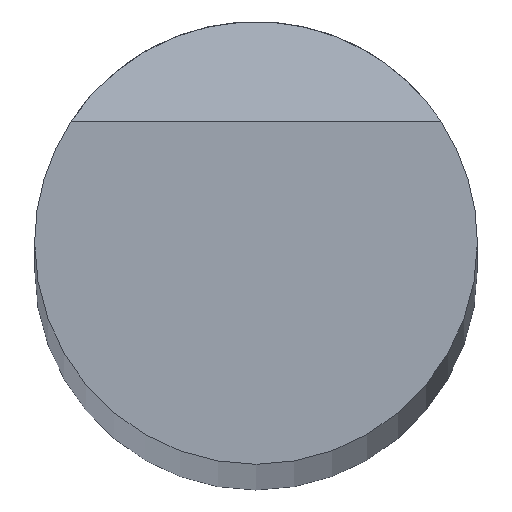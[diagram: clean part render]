
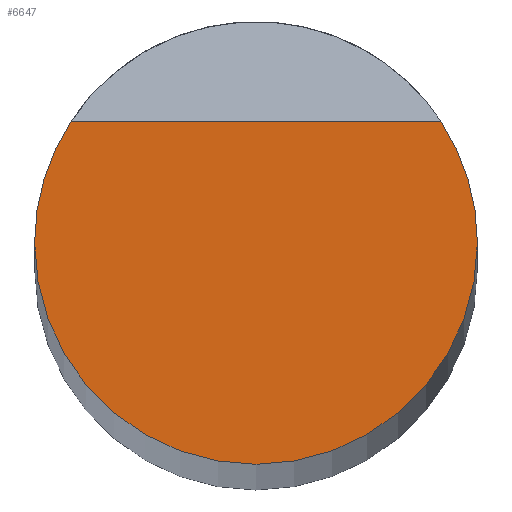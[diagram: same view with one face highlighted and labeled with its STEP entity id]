
A CAD part, top view. The second image highlights one B-rep face of the part: STEP entity #6647.
In plain terms, the highlighted planar face has unit normal (0, 0, 1).
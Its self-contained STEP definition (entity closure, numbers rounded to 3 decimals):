
#6 = EDGE_CURVE ( 'NONE', #1117, #3073, #4413, .T. ) ;
#122 = EDGE_CURVE ( 'NONE', #1117, #7288, #8466, .T. ) ;
#213 = ORIENTED_EDGE ( 'NONE', *, *, #122, .T. ) ;
#639 = CARTESIAN_POINT ( 'NONE',  ( 15., 0., 998.377 ) ) ;
#686 = DIRECTION ( 'NONE',  ( 1., 0., 0. ) ) ;
#949 = AXIS2_PLACEMENT_3D ( 'NONE', #1682, #2228, #6252 ) ;
#980 = CARTESIAN_POINT ( 'NONE',  ( -15., 0., 998.377 ) ) ;
#1108 = CARTESIAN_POINT ( 'NONE',  ( 0., 0., 998.377 ) ) ;
#1117 = VERTEX_POINT ( 'NONE', #8453 ) ;
#1373 = EDGE_CURVE ( 'NONE', #2891, #3073, #6003, .T. ) ;
#1682 = CARTESIAN_POINT ( 'NONE',  ( 0., 0., 998.377 ) ) ;
#2228 = DIRECTION ( 'NONE',  ( 0., 0., 1. ) ) ;
#2231 = ORIENTED_EDGE ( 'NONE', *, *, #4390, .T. ) ;
#2504 = AXIS2_PLACEMENT_3D ( 'NONE', #1108, #5140, #3621 ) ;
#2830 = PLANE ( 'NONE',  #4157 ) ;
#2891 = VERTEX_POINT ( 'NONE', #639 ) ;
#3073 = VERTEX_POINT ( 'NONE', #5900 ) ;
#3510 = DIRECTION ( 'NONE',  ( 0., 0., 1. ) ) ;
#3585 = ORIENTED_EDGE ( 'NONE', *, *, #1373, .T. ) ;
#3621 = DIRECTION ( 'NONE',  ( 1., 0., 0. ) ) ;
#3810 = DIRECTION ( 'NONE',  ( 1., 0., 0. ) ) ;
#4157 = AXIS2_PLACEMENT_3D ( 'NONE', #8150, #3510, #7552 ) ;
#4390 = EDGE_CURVE ( 'NONE', #7288, #2891, #6335, .T. ) ;
#4413 = LINE ( 'NONE', #7540, #7910 ) ;
#4616 = DIRECTION ( 'NONE',  ( 0., 0., 1. ) ) ;
#5140 = DIRECTION ( 'NONE',  ( 0., 0., 1. ) ) ;
#5730 = AXIS2_PLACEMENT_3D ( 'NONE', #7158, #4616, #686 ) ;
#5900 = CARTESIAN_POINT ( 'NONE',  ( 12.527, 8.25, 998.377 ) ) ;
#5982 = EDGE_LOOP ( 'NONE', ( #213, #2231, #3585, #8234 ) ) ;
#6003 = CIRCLE ( 'NONE', #949, 15. ) ;
#6252 = DIRECTION ( 'NONE',  ( 1., 0., 0. ) ) ;
#6318 = FACE_OUTER_BOUND ( 'NONE', #5982, .T. ) ;
#6335 = CIRCLE ( 'NONE', #2504, 15. ) ;
#6647 = ADVANCED_FACE ( 'NONE', ( #6318 ), #2830, .T. ) ;
#7158 = CARTESIAN_POINT ( 'NONE',  ( 0., 0., 998.377 ) ) ;
#7288 = VERTEX_POINT ( 'NONE', #980 ) ;
#7540 = CARTESIAN_POINT ( 'NONE',  ( 15.001, 8.25, 998.377 ) ) ;
#7552 = DIRECTION ( 'NONE',  ( 1., 0., 0. ) ) ;
#7910 = VECTOR ( 'NONE', #3810, 1000. ) ;
#8150 = CARTESIAN_POINT ( 'NONE',  ( 0., 0., 998.377 ) ) ;
#8234 = ORIENTED_EDGE ( 'NONE', *, *, #6, .F. ) ;
#8453 = CARTESIAN_POINT ( 'NONE',  ( -12.527, 8.25, 998.377 ) ) ;
#8466 = CIRCLE ( 'NONE', #5730, 15. ) ;
